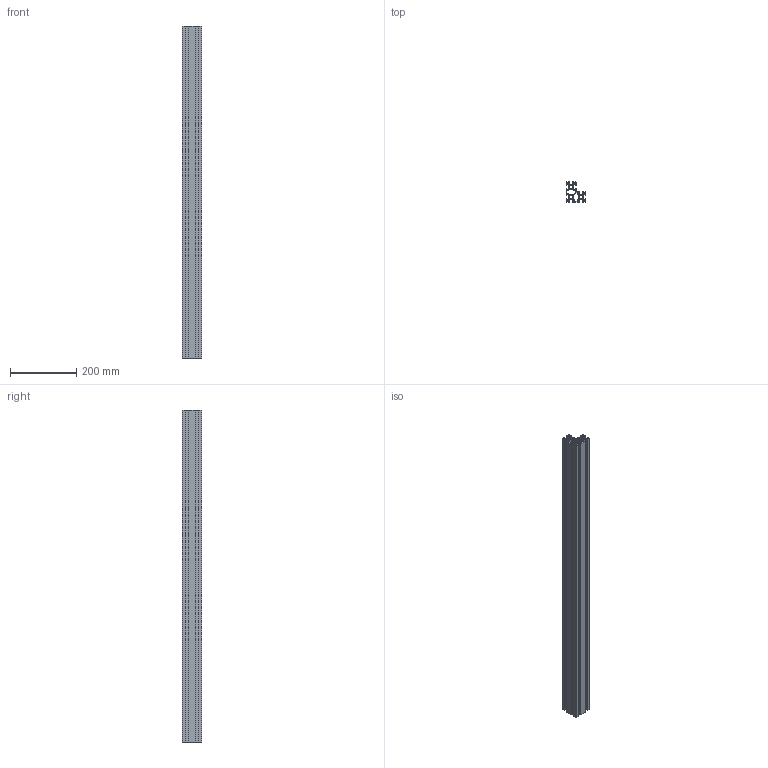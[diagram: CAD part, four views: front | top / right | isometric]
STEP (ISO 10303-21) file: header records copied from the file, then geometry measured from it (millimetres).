
FILE_DESCRIPTION (( 'STEP AP203' ), '1' );
FILE_NAME ('1.11.30.060060L.08.STEP', '2014-06-24T00:24:21', ( 'USER' ), ( 'Microsoft' ), 'SwSTEP 2.0', 'SolidWorks 2012', '' );
FILE_SCHEMA (( 'CONFIG_CONTROL_DESIGN' ));
Length unit declared in the file: millimetre
Products named in the file (1): 1.11.30.060060L.08
Bounding box: 60 x 60 x 1000 mm (x, y, z)
Volume: 820038.9 mm3; surface area: 795548.7 mm2
Topology: 1 solids, 1 shells, 260 faces, 774 edges, 516 vertices
Faces by surface type: plane 142, cylinder 118
Entity records: 8891 total; most frequent: CARTESIAN_POINT 1551, ORIENTED_EDGE 1548, DIRECTION 1532, EDGE_CURVE 774, VECTOR 538, LINE 538, VERTEX_POINT 516, AXIS2_PLACEMENT_3D 497
